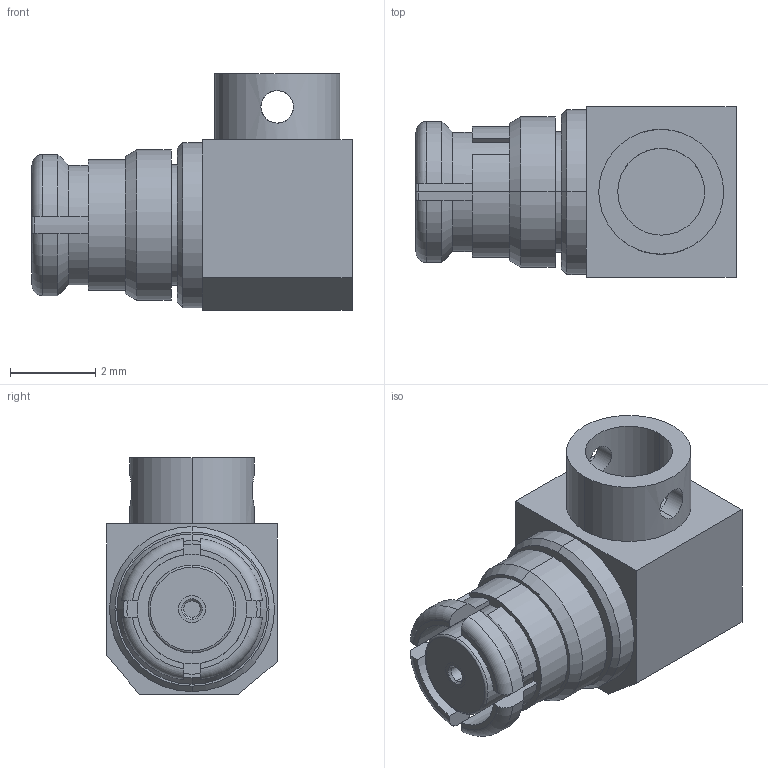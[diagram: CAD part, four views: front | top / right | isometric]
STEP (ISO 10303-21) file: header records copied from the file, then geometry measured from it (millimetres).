
FILE_DESCRIPTION (( 'STEP AP203' ), '1' );
FILE_NAME ('PE44908.step', '2019-08-21T17:17:27', ( '' ), ( '' ), 'SwSTEP 2.0', 'SolidWorks 2018', '' );
FILE_SCHEMA (( 'CONFIG_CONTROL_DESIGN' ));
Length unit declared in the file: inch
Products named in the file (1): PE44908
Bounding box: 7.49 x 3.99 x 5.54 mm (x, y, z)
Volume: 86.3 mm3; surface area: 223.9 mm2
Topology: 3 solids, 3 shells, 85 faces, 208 edges, 136 vertices
Faces by surface type: cylinder 35, plane 34, cone 10, torus 6
Entity records: 2711 total; most frequent: CARTESIAN_POINT 578, DIRECTION 442, ORIENTED_EDGE 416, EDGE_CURVE 208, AXIS2_PLACEMENT_3D 172, VERTEX_POINT 136, VECTOR 98, EDGE_LOOP 98
